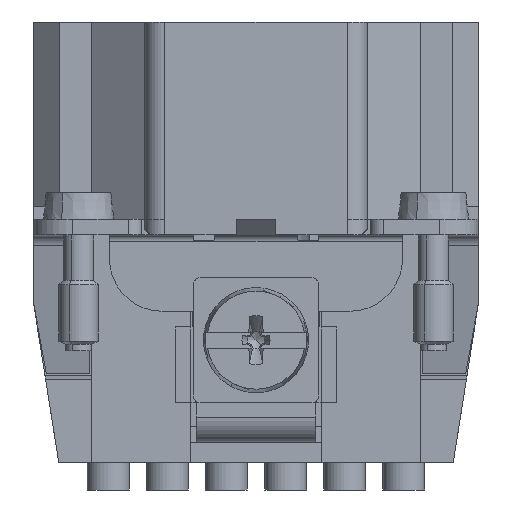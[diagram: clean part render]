
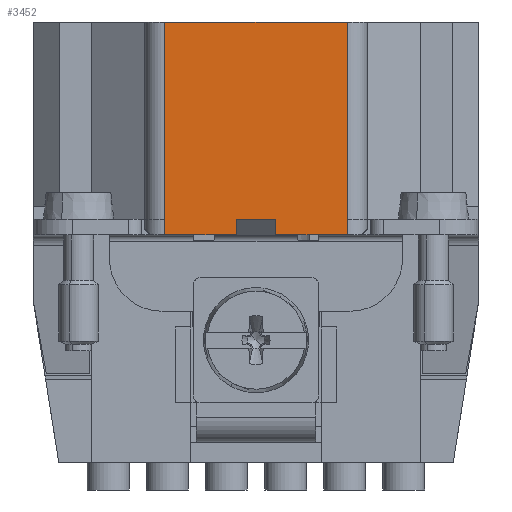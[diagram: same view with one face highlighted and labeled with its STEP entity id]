
A CAD part, front view. The second image highlights one B-rep face of the part: STEP entity #3452.
In plain terms, the highlighted planar face has unit normal (0, -1, 0).
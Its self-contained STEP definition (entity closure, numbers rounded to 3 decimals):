
#3398=AXIS2_PLACEMENT_3D('Plane Axis2P3D',#3395,#3396,#3397) ;
#2826=CARTESIAN_POINT('Line Origine',(21.175,0.3,19.4)) ;
#2830=CARTESIAN_POINT('Vertex',(23.9,0.3,19.4)) ;
#2832=CARTESIAN_POINT('Vertex',(18.45,0.3,19.4)) ;
#3002=CARTESIAN_POINT('Line Origine',(18.45,0.3,20.)) ;
#3006=CARTESIAN_POINT('Vertex',(18.45,0.3,20.6)) ;
#3360=CARTESIAN_POINT('Vertex',(15.45,0.3,20.6)) ;
#3363=CARTESIAN_POINT('Line Origine',(15.45,0.3,20.)) ;
#3367=CARTESIAN_POINT('Vertex',(15.45,0.3,19.4)) ;
#3383=CARTESIAN_POINT('Line Origine',(16.95,0.3,20.6)) ;
#3395=CARTESIAN_POINT('Axis2P3D Location',(16.95,0.3,35.6)) ;
#3400=CARTESIAN_POINT('Line Origine',(23.9,0.3,28.1)) ;
#3404=CARTESIAN_POINT('Vertex',(23.9,0.3,20.6)) ;
#3406=CARTESIAN_POINT('Vertex',(23.9,0.3,35.6)) ;
#3409=CARTESIAN_POINT('Line Origine',(16.95,0.3,35.6)) ;
#3413=CARTESIAN_POINT('Vertex',(10.,0.3,35.6)) ;
#3416=CARTESIAN_POINT('Line Origine',(10.,0.3,28.1)) ;
#3420=CARTESIAN_POINT('Vertex',(10.,0.3,20.6)) ;
#3423=CARTESIAN_POINT('Line Origine',(10.,0.3,20.)) ;
#3427=CARTESIAN_POINT('Vertex',(10.,0.3,19.4)) ;
#3430=CARTESIAN_POINT('Line Origine',(12.725,0.3,19.4)) ;
#3435=CARTESIAN_POINT('Line Origine',(23.9,0.3,20.)) ;
#2827=DIRECTION('Vector Direction',(-1.,0.,0.)) ;
#3003=DIRECTION('Vector Direction',(0.,0.,1.)) ;
#3364=DIRECTION('Vector Direction',(0.,0.,1.)) ;
#3384=DIRECTION('Vector Direction',(1.,0.,0.)) ;
#3396=DIRECTION('Axis2P3D Direction',(0.,1.,0.)) ;
#3397=DIRECTION('Axis2P3D XDirection',(0.,0.,-1.)) ;
#3401=DIRECTION('Vector Direction',(0.,0.,1.)) ;
#3410=DIRECTION('Vector Direction',(-1.,0.,0.)) ;
#3417=DIRECTION('Vector Direction',(0.,0.,1.)) ;
#3424=DIRECTION('Vector Direction',(0.,0.,1.)) ;
#3431=DIRECTION('Vector Direction',(-1.,0.,0.)) ;
#3436=DIRECTION('Vector Direction',(0.,0.,1.)) ;
#2828=VECTOR('Line Direction',#2827,1.) ;
#3004=VECTOR('Line Direction',#3003,1.) ;
#3365=VECTOR('Line Direction',#3364,1.) ;
#3385=VECTOR('Line Direction',#3384,1.) ;
#3402=VECTOR('Line Direction',#3401,1.) ;
#3411=VECTOR('Line Direction',#3410,1.) ;
#3418=VECTOR('Line Direction',#3417,1.) ;
#3425=VECTOR('Line Direction',#3424,1.) ;
#3432=VECTOR('Line Direction',#3431,1.) ;
#3437=VECTOR('Line Direction',#3436,1.) ;
#3441=ORIENTED_EDGE('',*,*,#3408,.T.) ;
#3442=ORIENTED_EDGE('',*,*,#3415,.T.) ;
#3443=ORIENTED_EDGE('',*,*,#3422,.F.) ;
#3444=ORIENTED_EDGE('',*,*,#3429,.F.) ;
#3445=ORIENTED_EDGE('',*,*,#3434,.F.) ;
#3446=ORIENTED_EDGE('',*,*,#3369,.T.) ;
#3447=ORIENTED_EDGE('',*,*,#3387,.T.) ;
#3448=ORIENTED_EDGE('',*,*,#3008,.F.) ;
#3449=ORIENTED_EDGE('',*,*,#2834,.F.) ;
#3450=ORIENTED_EDGE('',*,*,#3439,.T.) ;
#3452=ADVANCED_FACE('Hauptk\X2\00F6\X0\rper',(#3451),#3399,.F.) ;
#2834=EDGE_CURVE('',#2831,#2833,#2829,.T.) ;
#3008=EDGE_CURVE('',#2833,#3007,#3005,.T.) ;
#3369=EDGE_CURVE('',#3368,#3361,#3366,.T.) ;
#3387=EDGE_CURVE('',#3361,#3007,#3386,.T.) ;
#3408=EDGE_CURVE('',#3405,#3407,#3403,.T.) ;
#3415=EDGE_CURVE('',#3407,#3414,#3412,.T.) ;
#3422=EDGE_CURVE('',#3421,#3414,#3419,.T.) ;
#3429=EDGE_CURVE('',#3428,#3421,#3426,.T.) ;
#3434=EDGE_CURVE('',#3368,#3428,#3433,.T.) ;
#3439=EDGE_CURVE('',#2831,#3405,#3438,.T.) ;
#3440=EDGE_LOOP('',(#3441,#3442,#3443,#3444,#3445,#3446,#3447,#3448,#3449,#3450)) ;
#3451=FACE_OUTER_BOUND('',#3440,.T.) ;
#2829=LINE('Line',#2826,#2828) ;
#3005=LINE('Line',#3002,#3004) ;
#3366=LINE('Line',#3363,#3365) ;
#3386=LINE('Line',#3383,#3385) ;
#3403=LINE('Line',#3400,#3402) ;
#3412=LINE('Line',#3409,#3411) ;
#3419=LINE('Line',#3416,#3418) ;
#3426=LINE('Line',#3423,#3425) ;
#3433=LINE('Line',#3430,#3432) ;
#3438=LINE('Line',#3435,#3437) ;
#3399=PLANE('',#3398) ;
#2831=VERTEX_POINT('',#2830) ;
#2833=VERTEX_POINT('',#2832) ;
#3007=VERTEX_POINT('',#3006) ;
#3361=VERTEX_POINT('',#3360) ;
#3368=VERTEX_POINT('',#3367) ;
#3405=VERTEX_POINT('',#3404) ;
#3407=VERTEX_POINT('',#3406) ;
#3414=VERTEX_POINT('',#3413) ;
#3421=VERTEX_POINT('',#3420) ;
#3428=VERTEX_POINT('',#3427) ;
